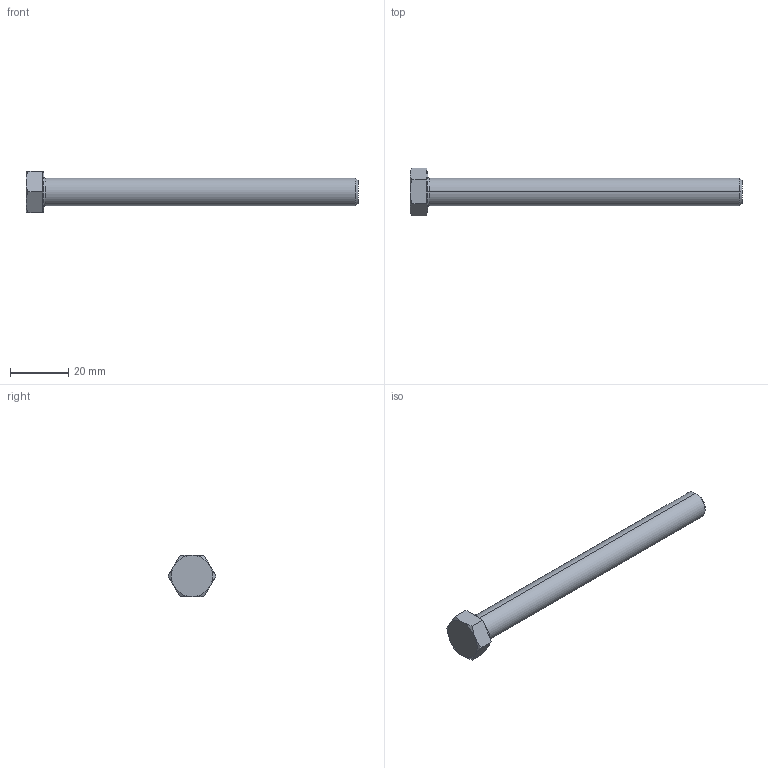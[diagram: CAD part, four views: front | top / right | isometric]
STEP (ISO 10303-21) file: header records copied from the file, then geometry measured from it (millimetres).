
FILE_DESCRIPTION (( 'STEP AP214' ), '1' );
FILE_NAME ('375-16 x 4.25 Hex Bolt_HFBOLT 0.375-16x2.5x1-C.STEP', '2025-01-07T21:06:18', ( '' ), ( '' ), 'SwSTEP 2.0', 'SolidWorks 2024', '' );
FILE_SCHEMA (( 'AUTOMOTIVE_DESIGN' ));
Length unit declared in the file: inch
Products named in the file (1): 375-16 x 4.25 Hex Bolt_HFBOLT 0.375-16x2.5x1-C
Bounding box: 114.12 x 16.48 x 14.28 mm (x, y, z)
Volume: 8760.3 mm3; surface area: 3855.8 mm2
Topology: 1 solids, 1 shells, 29 faces, 60 edges, 34 vertices
Faces by surface type: plane 15, cone 8, cylinder 4, torus 2
Entity records: 963 total; most frequent: CARTESIAN_POINT 330, DIRECTION 132, ORIENTED_EDGE 120, EDGE_CURVE 60, AXIS2_PLACEMENT_3D 54, VERTEX_POINT 34, EDGE_LOOP 30, ADVANCED_FACE 29
